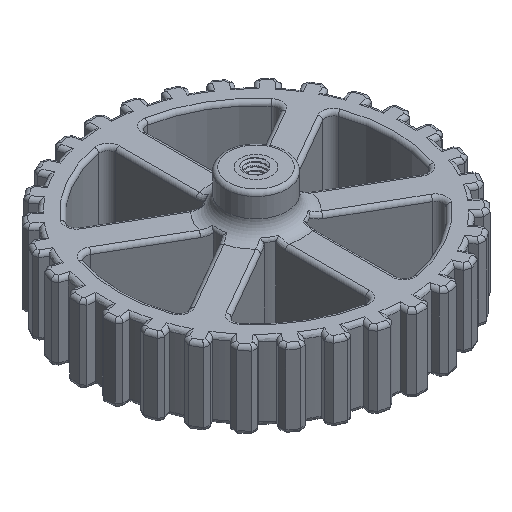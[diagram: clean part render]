
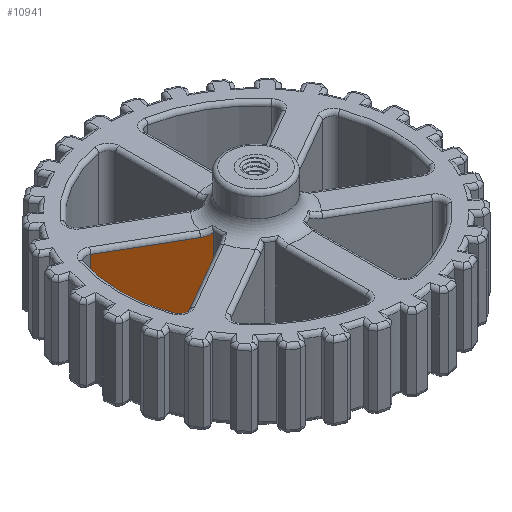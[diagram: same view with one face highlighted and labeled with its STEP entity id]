
A CAD part, isometric view. The second image highlights one B-rep face of the part: STEP entity #10941.
In plain terms, the highlighted planar face has unit normal (-0.5, -0.866, 0).
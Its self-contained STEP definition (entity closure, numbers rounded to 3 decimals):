
#484=PLANE('',#12031);
#959=FACE_OUTER_BOUND('',#1663,.T.);
#1663=EDGE_LOOP('',(#8919,#8920,#8921,#8922,#8923));
#2402=B_SPLINE_CURVE_WITH_KNOTS('',3,(#20516,#20517,#20518,#20519),
 .UNSPECIFIED.,.F.,.F.,(4,4),(-0.454,-0.326),
 .UNSPECIFIED.);
#3171=LINE('',#20494,#4055);
#3173=LINE('',#20568,#4057);
#3206=LINE('',#21117,#4090);
#3213=LINE('',#21134,#4097);
#4055=VECTOR('',#14495,10.);
#4057=VECTOR('',#14505,10.);
#4090=VECTOR('',#14712,10.);
#4097=VECTOR('',#14735,10.);
#5065=VERTEX_POINT('',#20488);
#5066=VERTEX_POINT('',#20492);
#5067=VERTEX_POINT('',#20515);
#5070=VERTEX_POINT('',#20566);
#5124=VERTEX_POINT('',#21116);
#6351=EDGE_CURVE('',#5065,#5066,#3171,.T.);
#6352=EDGE_CURVE('',#5066,#5067,#2402,.T.);
#6358=EDGE_CURVE('',#5070,#5065,#3173,.T.);
#6456=EDGE_CURVE('',#5124,#5067,#3206,.T.);
#6465=EDGE_CURVE('',#5124,#5070,#3213,.T.);
#8919=ORIENTED_EDGE('',*,*,#6351,.F.);
#8920=ORIENTED_EDGE('',*,*,#6358,.F.);
#8921=ORIENTED_EDGE('',*,*,#6465,.F.);
#8922=ORIENTED_EDGE('',*,*,#6456,.T.);
#8923=ORIENTED_EDGE('',*,*,#6352,.F.);
#10941=ADVANCED_FACE('',(#959),#484,.T.);
#12031=AXIS2_PLACEMENT_3D('',#21133,#14733,#14734);
#14495=DIRECTION('',(0.866,-0.5,0.));
#14505=DIRECTION('',(0.,0.,1.));
#14712=DIRECTION('',(0.,0.,1.));
#14733=DIRECTION('center_axis',(-0.5,-0.866,0.));
#14734=DIRECTION('ref_axis',(0.866,-0.5,0.));
#14735=DIRECTION('',(-0.866,0.5,0.));
#20488=CARTESIAN_POINT('',(-15.051,6.38,9.5));
#20492=CARTESIAN_POINT('',(-6.031,1.173,9.5));
#20494=CARTESIAN_POINT('',(0.984,-2.878,9.5));
#20515=CARTESIAN_POINT('',(-4.969,0.559,9.795));
#20516=CARTESIAN_POINT('Ctrl Pts',(-6.031,1.173,9.5));
#20517=CARTESIAN_POINT('Ctrl Pts',(-5.664,0.96,9.5));
#20518=CARTESIAN_POINT('Ctrl Pts',(-5.297,0.749,
9.604));
#20519=CARTESIAN_POINT('Ctrl Pts',(-4.969,0.559,9.795));
#20566=CARTESIAN_POINT('',(-15.051,6.38,0.5));
#20568=CARTESIAN_POINT('',(-15.051,6.38,0.));
#21116=CARTESIAN_POINT('',(-4.969,0.559,0.5));
#21117=CARTESIAN_POINT('',(-4.969,0.559,0.));
#21133=CARTESIAN_POINT('Origin',(2.969,-4.023,0.));
#21134=CARTESIAN_POINT('',(-8.026,2.324,0.5));
